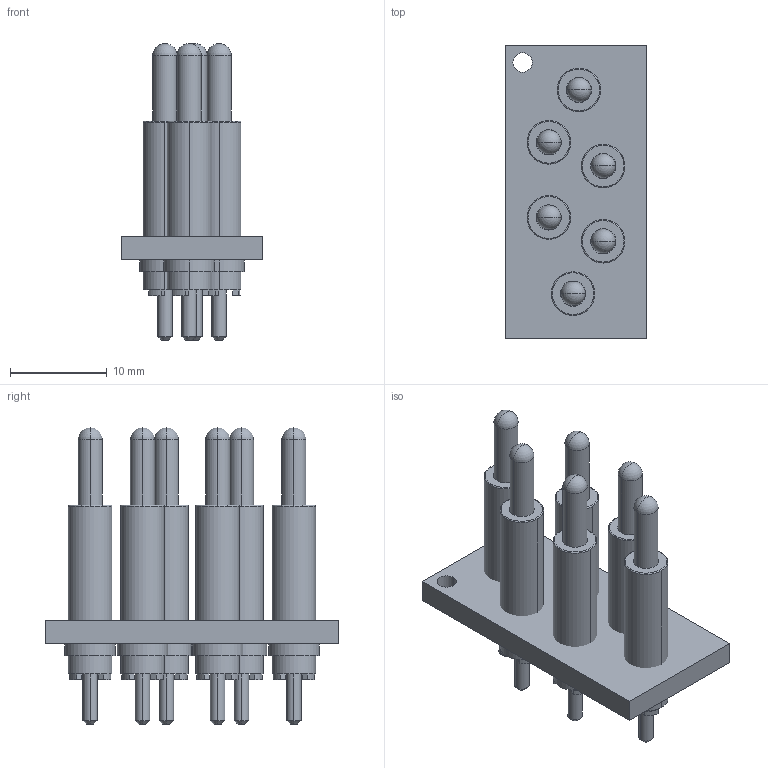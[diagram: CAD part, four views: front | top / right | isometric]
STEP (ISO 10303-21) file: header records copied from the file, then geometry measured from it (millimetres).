
FILE_DESCRIPTION((''),'2;1');
FILE_NAME('HARTING_09 33 000 9813.stp','2013-03-04T14:04:59',(''),(''),'Mechanical Desktop 2011','Mechanical Desktop 2011',', , ');
FILE_SCHEMA(('AUTOMOTIVE_DESIGN { 1 2 10303 214 1 1 1 1 }'));
Length unit declared in the file: millimetre
Products named in the file (1): Product
Bounding box: 14.6 x 30.3 x 30.6 mm (x, y, z)
Volume: 2897.8 mm3; surface area: 5201.3 mm2
Topology: 13 solids, 13 shells, 296 faces, 690 edges, 450 vertices
Faces by surface type: cylinder 138, plane 84, bspline 38, torus 12, sphere 12, cone 12
Entity records: 8643 total; most frequent: DIRECTION 1584, CARTESIAN_POINT 1567, ORIENTED_EDGE 1356, EDGE_CURVE 678, AXIS2_PLACEMENT_3D 647, VERTEX_POINT 450, CIRCLE 388, EDGE_LOOP 352
